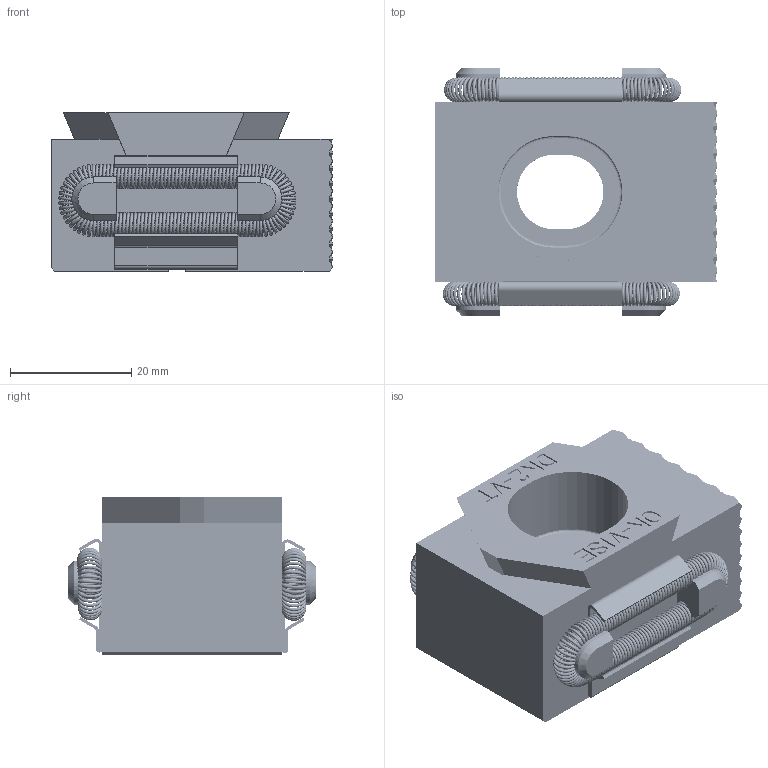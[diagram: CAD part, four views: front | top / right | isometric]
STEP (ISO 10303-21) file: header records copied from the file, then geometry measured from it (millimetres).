
FILE_DESCRIPTION((''),'2;1');
FILE_NAME('DK2-VT+5S.stp','2011-11-22T12:36:07',('tuuja'),(''),'Autodesk Inventor 2010','Autodesk Inventor 2010','');
FILE_SCHEMA(('AUTOMOTIVE_DESIGN { 1 0 10303 214 1 1 1 1 }'));
Length unit declared in the file: millimetre
Products named in the file (8): DK2-VT+5S; KIDK2-VT; PLDK2-VT+5; SID; JDK; JDK P S; JDK-PÄÄTY; PLDK2-VT-S
Assembly tree (9 placements, depth 3):
  DK2-VT+5S
    KIDK2-VT
    PLDK2-VT+5
    SID  x2
    JDK  x2
      JDK P S
      JDK-PÄÄTY
    PLDK2-VT-S
Bounding box: 46.48 x 41 x 26.22 mm (x, y, z)
Volume: 27417.9 mm3; surface area: 17524.4 mm2
Topology: 9 solids, 9 shells, 1921 faces, 4744 edges, 2685 vertices
Faces by surface type: plane 1176, torus 536, bspline 172, cylinder 35, cone 2
Entity records: 40958 total; most frequent: CARTESIAN_POINT 10981, ORIENTED_EDGE 5912, DIRECTION 5888, EDGE_CURVE 2956, AXIS2_PLACEMENT_3D 1970, VECTOR 1948, LINE 1948, EDGE_LOOP 1745
